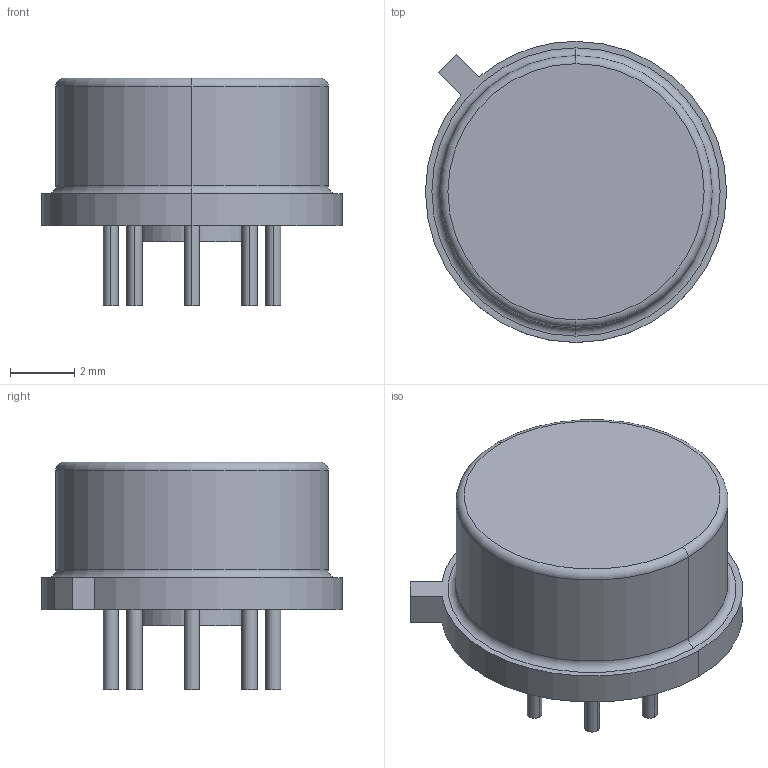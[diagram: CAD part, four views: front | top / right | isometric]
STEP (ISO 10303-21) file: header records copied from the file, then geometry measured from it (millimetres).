
FILE_DESCRIPTION (( 'STEP AP214' ), '1' );
FILE_NAME ( 'TO254P940H510-8.STEP', '2016-10-10T12:58:28', ( '' ), ( '' ), 'FPX Expert 2013', 'PCB Libraries', '' );
FILE_SCHEMA (( 'AUTOMOTIVE_DESIGN' ));
Length unit declared in the file: millimetre
Products named in the file (1): TO254P940H510-8
Bounding box: 9.4 x 9.4 x 7.1 mm (x, y, z)
Volume: 283.6 mm3; surface area: 300.6 mm2
Topology: 9 solids, 9 shells, 50 faces, 86 edges, 56 vertices
Faces by surface type: plane 23, cylinder 23, torus 4
Entity records: 1458 total; most frequent: DIRECTION 242, CARTESIAN_POINT 193, ORIENTED_EDGE 172, AXIS2_PLACEMENT_3D 105, EDGE_CURVE 86, STYLED_ITEM 60, PRESENTATION_LAYER_ASSIGNMENT 60, MECHANICAL_DESIGN_GEOMETRIC_PRESENTATION_REPRESENTATION 60
